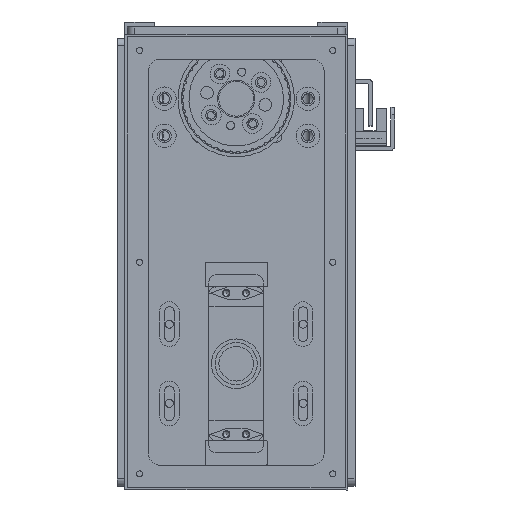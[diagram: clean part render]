
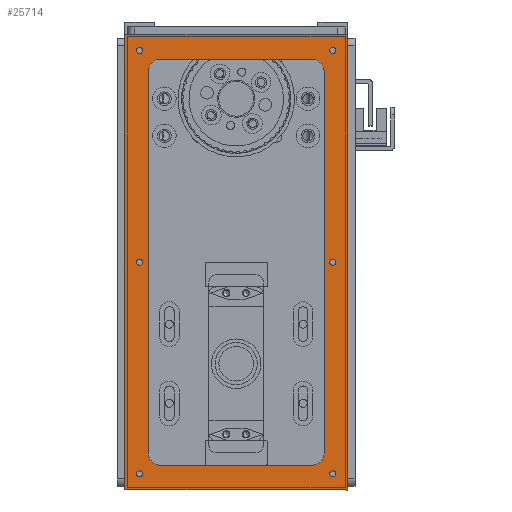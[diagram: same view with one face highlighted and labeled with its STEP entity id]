
A CAD part, left-side view. The second image highlights one B-rep face of the part: STEP entity #25714.
In plain terms, the highlighted face is planar.
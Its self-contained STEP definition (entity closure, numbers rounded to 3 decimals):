
#1023=FACE_BOUND('',#4450,.T.);
#1024=FACE_BOUND('',#4451,.T.);
#1025=FACE_BOUND('',#4452,.T.);
#1026=FACE_BOUND('',#4453,.T.);
#1027=FACE_BOUND('',#4454,.T.);
#1028=FACE_BOUND('',#4455,.T.);
#1029=FACE_BOUND('',#4456,.T.);
#1605=PLANE('',#28524);
#2708=FACE_OUTER_BOUND('',#4449,.T.);
#4449=EDGE_LOOP('',(#22002,#22003,#22004,#22005));
#4450=EDGE_LOOP('',(#22006));
#4451=EDGE_LOOP('',(#22007));
#4452=EDGE_LOOP('',(#22008));
#4453=EDGE_LOOP('',(#22009));
#4454=EDGE_LOOP('',(#22010));
#4455=EDGE_LOOP('',(#22011));
#4456=EDGE_LOOP('',(#22012,#22013,#22014,#22015,#22016,#22017,#22018,#22019));
#6440=LINE('',#43436,#8483);
#6446=LINE('',#43451,#8489);
#6450=LINE('',#43463,#8493);
#6453=LINE('',#43472,#8496);
#6530=LINE('',#43741,#8573);
#6534=LINE('',#43749,#8577);
#6537=LINE('',#43755,#8580);
#6540=LINE('',#43760,#8583);
#8483=VECTOR('',#34853,10.);
#8489=VECTOR('',#34867,10.);
#8493=VECTOR('',#34879,10.);
#8496=VECTOR('',#34890,10.);
#8573=VECTOR('',#35171,10.);
#8577=VECTOR('',#35177,10.);
#8580=VECTOR('',#35182,10.);
#8583=VECTOR('',#35187,10.);
#9917=CIRCLE('',#28403,5.);
#9919=CIRCLE('',#28407,5.);
#9921=CIRCLE('',#28411,5.);
#9923=CIRCLE('',#28415,5.);
#9937=CIRCLE('',#28437,1.23);
#9939=CIRCLE('',#28440,1.23);
#9941=CIRCLE('',#28443,1.23);
#9943=CIRCLE('',#28446,1.23);
#9945=CIRCLE('',#28449,1.23);
#9947=CIRCLE('',#28452,1.23);
#12219=VERTEX_POINT('',#43426);
#12220=VERTEX_POINT('',#43427);
#12223=VERTEX_POINT('',#43435);
#12225=VERTEX_POINT('',#43441);
#12226=VERTEX_POINT('',#43442);
#12229=VERTEX_POINT('',#43453);
#12230=VERTEX_POINT('',#43454);
#12233=VERTEX_POINT('',#43465);
#12247=VERTEX_POINT('',#43510);
#12249=VERTEX_POINT('',#43516);
#12251=VERTEX_POINT('',#43522);
#12253=VERTEX_POINT('',#43528);
#12255=VERTEX_POINT('',#43534);
#12257=VERTEX_POINT('',#43540);
#12323=VERTEX_POINT('',#43739);
#12324=VERTEX_POINT('',#43740);
#12327=VERTEX_POINT('',#43748);
#12329=VERTEX_POINT('',#43754);
#15498=EDGE_CURVE('',#12219,#12220,#9917,.T.);
#15502=EDGE_CURVE('',#12223,#12220,#6440,.T.);
#15505=EDGE_CURVE('',#12225,#12226,#9919,.T.);
#15510=EDGE_CURVE('',#12219,#12226,#6446,.T.);
#15511=EDGE_CURVE('',#12229,#12230,#9921,.T.);
#15516=EDGE_CURVE('',#12225,#12230,#6450,.T.);
#15517=EDGE_CURVE('',#12223,#12233,#9923,.T.);
#15521=EDGE_CURVE('',#12229,#12233,#6453,.T.);
#15540=EDGE_CURVE('',#12247,#12247,#9937,.T.);
#15543=EDGE_CURVE('',#12249,#12249,#9939,.T.);
#15546=EDGE_CURVE('',#12251,#12251,#9941,.T.);
#15549=EDGE_CURVE('',#12253,#12253,#9943,.T.);
#15552=EDGE_CURVE('',#12255,#12255,#9945,.T.);
#15555=EDGE_CURVE('',#12257,#12257,#9947,.T.);
#15654=EDGE_CURVE('',#12323,#12324,#6530,.T.);
#15658=EDGE_CURVE('',#12327,#12323,#6534,.T.);
#15661=EDGE_CURVE('',#12329,#12327,#6537,.T.);
#15664=EDGE_CURVE('',#12324,#12329,#6540,.T.);
#22002=ORIENTED_EDGE('',*,*,#15664,.F.);
#22003=ORIENTED_EDGE('',*,*,#15654,.F.);
#22004=ORIENTED_EDGE('',*,*,#15658,.F.);
#22005=ORIENTED_EDGE('',*,*,#15661,.F.);
#22006=ORIENTED_EDGE('',*,*,#15540,.T.);
#22007=ORIENTED_EDGE('',*,*,#15543,.T.);
#22008=ORIENTED_EDGE('',*,*,#15546,.T.);
#22009=ORIENTED_EDGE('',*,*,#15549,.T.);
#22010=ORIENTED_EDGE('',*,*,#15552,.T.);
#22011=ORIENTED_EDGE('',*,*,#15555,.T.);
#22012=ORIENTED_EDGE('',*,*,#15502,.T.);
#22013=ORIENTED_EDGE('',*,*,#15498,.F.);
#22014=ORIENTED_EDGE('',*,*,#15510,.T.);
#22015=ORIENTED_EDGE('',*,*,#15505,.F.);
#22016=ORIENTED_EDGE('',*,*,#15516,.T.);
#22017=ORIENTED_EDGE('',*,*,#15511,.F.);
#22018=ORIENTED_EDGE('',*,*,#15521,.T.);
#22019=ORIENTED_EDGE('',*,*,#15517,.F.);
#25714=ADVANCED_FACE('',(#2708,#1023,#1024,#1025,#1026,#1027,#1028,#1029),
#1605,.T.);
#28403=AXIS2_PLACEMENT_3D('',#43428,#34845,#34846);
#28407=AXIS2_PLACEMENT_3D('',#43443,#34858,#34859);
#28411=AXIS2_PLACEMENT_3D('',#43455,#34870,#34871);
#28415=AXIS2_PLACEMENT_3D('',#43466,#34882,#34883);
#28437=AXIS2_PLACEMENT_3D('',#43511,#34935,#34936);
#28440=AXIS2_PLACEMENT_3D('',#43517,#34942,#34943);
#28443=AXIS2_PLACEMENT_3D('',#43523,#34949,#34950);
#28446=AXIS2_PLACEMENT_3D('',#43529,#34956,#34957);
#28449=AXIS2_PLACEMENT_3D('',#43535,#34963,#34964);
#28452=AXIS2_PLACEMENT_3D('',#43541,#34970,#34971);
#28524=AXIS2_PLACEMENT_3D('',#43763,#35191,#35192);
#34845=DIRECTION('center_axis',(0.,0.,1.));
#34846=DIRECTION('ref_axis',(0.707,0.707,0.));
#34853=DIRECTION('',(1.,0.,0.));
#34858=DIRECTION('center_axis',(0.,0.,1.));
#34859=DIRECTION('ref_axis',(0.707,-0.707,0.));
#34867=DIRECTION('',(0.,-1.,0.));
#34870=DIRECTION('center_axis',(0.,0.,1.));
#34871=DIRECTION('ref_axis',(-0.707,-0.707,0.));
#34879=DIRECTION('',(-1.,0.,0.));
#34882=DIRECTION('center_axis',(0.,0.,1.));
#34883=DIRECTION('ref_axis',(-0.707,0.707,0.));
#34890=DIRECTION('',(0.,1.,0.));
#34935=DIRECTION('center_axis',(0.,0.,-1.));
#34936=DIRECTION('ref_axis',(1.,0.,0.));
#34942=DIRECTION('center_axis',(0.,0.,-1.));
#34943=DIRECTION('ref_axis',(1.,0.,0.));
#34949=DIRECTION('center_axis',(0.,0.,-1.));
#34950=DIRECTION('ref_axis',(1.,0.,0.));
#34956=DIRECTION('center_axis',(0.,0.,-1.));
#34957=DIRECTION('ref_axis',(1.,0.,0.));
#34963=DIRECTION('center_axis',(0.,0.,-1.));
#34964=DIRECTION('ref_axis',(1.,0.,0.));
#34970=DIRECTION('center_axis',(0.,0.,-1.));
#34971=DIRECTION('ref_axis',(1.,0.,0.));
#35171=DIRECTION('',(0.,1.,0.));
#35177=DIRECTION('',(-1.,0.,0.));
#35182=DIRECTION('',(0.,-1.,0.));
#35187=DIRECTION('',(1.,0.,0.));
#35191=DIRECTION('center_axis',(0.,0.,1.));
#35192=DIRECTION('ref_axis',(1.,0.,0.));
#43426=CARTESIAN_POINT('',(82.,30.5,0.));
#43427=CARTESIAN_POINT('',(77.,35.5,0.));
#43428=CARTESIAN_POINT('Origin',(77.,30.5,0.));
#43435=CARTESIAN_POINT('',(-77.,35.5,0.));
#43436=CARTESIAN_POINT('',(-41.,35.5,0.));
#43441=CARTESIAN_POINT('',(77.,-35.5,0.));
#43442=CARTESIAN_POINT('',(82.,-30.5,0.));
#43443=CARTESIAN_POINT('Origin',(77.,-30.5,0.));
#43451=CARTESIAN_POINT('',(82.,17.75,0.));
#43453=CARTESIAN_POINT('',(-82.,-30.5,0.));
#43454=CARTESIAN_POINT('',(-77.,-35.5,0.));
#43455=CARTESIAN_POINT('Origin',(-77.,-30.5,0.));
#43463=CARTESIAN_POINT('',(41.,-35.5,0.));
#43465=CARTESIAN_POINT('',(-82.,30.5,0.));
#43466=CARTESIAN_POINT('Origin',(-77.,30.5,0.));
#43472=CARTESIAN_POINT('',(-82.,-17.75,0.));
#43510=CARTESIAN_POINT('',(84.271,39.,0.));
#43511=CARTESIAN_POINT('Origin',(85.5,39.,0.));
#43516=CARTESIAN_POINT('',(-1.23,-39.,0.));
#43517=CARTESIAN_POINT('Origin',(0.,-39.,0.));
#43522=CARTESIAN_POINT('',(-86.73,39.,0.));
#43523=CARTESIAN_POINT('Origin',(-85.5,39.,0.));
#43528=CARTESIAN_POINT('',(-86.73,-39.,0.));
#43529=CARTESIAN_POINT('Origin',(-85.5,-39.,0.));
#43534=CARTESIAN_POINT('',(84.271,-39.,0.));
#43535=CARTESIAN_POINT('Origin',(85.5,-39.,0.));
#43540=CARTESIAN_POINT('',(-1.23,39.,0.));
#43541=CARTESIAN_POINT('Origin',(0.,39.,0.));
#43739=CARTESIAN_POINT('',(-92.,-45.,0.));
#43740=CARTESIAN_POINT('',(-92.,45.,0.));
#43741=CARTESIAN_POINT('',(-92.,-45.,0.));
#43748=CARTESIAN_POINT('',(92.,-45.,0.));
#43749=CARTESIAN_POINT('',(92.,-45.,0.));
#43754=CARTESIAN_POINT('',(92.,45.,0.));
#43755=CARTESIAN_POINT('',(92.,45.,0.));
#43760=CARTESIAN_POINT('',(-92.,45.,0.));
#43763=CARTESIAN_POINT('Origin',(0.,0.,
0.));
